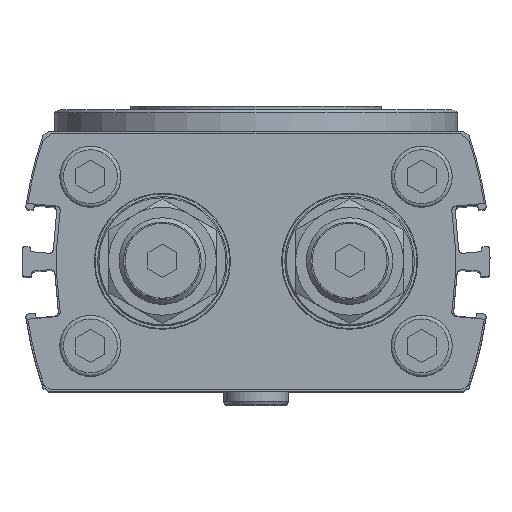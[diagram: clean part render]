
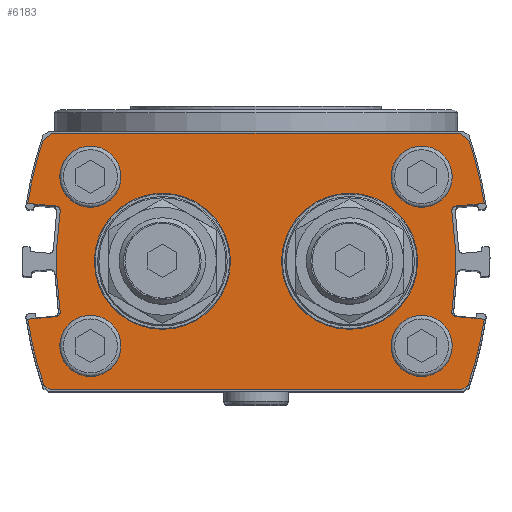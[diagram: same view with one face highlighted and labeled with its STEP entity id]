
A CAD part, top view. The second image highlights one B-rep face of the part: STEP entity #6183.
In plain terms, the highlighted planar face has unit normal (0, 0, 1).
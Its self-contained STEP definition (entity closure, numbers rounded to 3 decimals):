
#244=PLANE('',#6795);
#619=LINE('',#9944,#1083);
#623=LINE('',#9954,#1087);
#625=LINE('',#9958,#1089);
#627=LINE('',#9962,#1091);
#630=LINE('',#9970,#1094);
#635=LINE('',#9986,#1099);
#638=LINE('',#9994,#1102);
#640=LINE('',#9998,#1104);
#642=LINE('',#10002,#1106);
#645=LINE('',#10010,#1109);
#1083=VECTOR('',#7985,1000.);
#1087=VECTOR('',#7995,1000.);
#1089=VECTOR('',#7999,1000.);
#1091=VECTOR('',#8003,1000.);
#1094=VECTOR('',#8012,1000.);
#1099=VECTOR('',#8031,1000.);
#1102=VECTOR('',#8040,1000.);
#1104=VECTOR('',#8044,1000.);
#1106=VECTOR('',#8048,1000.);
#1109=VECTOR('',#8057,1000.);
#2054=ORIENTED_EDGE('',*,*,#3392,.F.);
#2055=ORIENTED_EDGE('',*,*,#3393,.F.);
#2056=ORIENTED_EDGE('',*,*,#3394,.F.);
#2057=ORIENTED_EDGE('',*,*,#3395,.F.);
#2058=ORIENTED_EDGE('',*,*,#3396,.F.);
#2059=ORIENTED_EDGE('',*,*,#3397,.F.);
#2060=ORIENTED_EDGE('',*,*,#3353,.T.);
#2061=ORIENTED_EDGE('',*,*,#3356,.T.);
#2062=ORIENTED_EDGE('',*,*,#3358,.T.);
#2063=ORIENTED_EDGE('',*,*,#3360,.T.);
#2064=ORIENTED_EDGE('',*,*,#3362,.T.);
#2065=ORIENTED_EDGE('',*,*,#3364,.T.);
#2066=ORIENTED_EDGE('',*,*,#3366,.T.);
#2067=ORIENTED_EDGE('',*,*,#3368,.F.);
#2068=ORIENTED_EDGE('',*,*,#3370,.T.);
#2069=ORIENTED_EDGE('',*,*,#3372,.F.);
#2070=ORIENTED_EDGE('',*,*,#3374,.T.);
#2071=ORIENTED_EDGE('',*,*,#3376,.T.);
#2072=ORIENTED_EDGE('',*,*,#3378,.T.);
#2073=ORIENTED_EDGE('',*,*,#3380,.T.);
#2074=ORIENTED_EDGE('',*,*,#3382,.T.);
#2075=ORIENTED_EDGE('',*,*,#3384,.T.);
#2076=ORIENTED_EDGE('',*,*,#3386,.T.);
#2077=ORIENTED_EDGE('',*,*,#3388,.F.);
#2078=ORIENTED_EDGE('',*,*,#3390,.T.);
#2079=ORIENTED_EDGE('',*,*,#3391,.F.);
#3353=EDGE_CURVE('',#4088,#4087,#619,.T.);
#3356=EDGE_CURVE('',#4087,#4089,#4562,.T.);
#3358=EDGE_CURVE('',#4089,#4090,#623,.T.);
#3360=EDGE_CURVE('',#4090,#4091,#625,.T.);
#3362=EDGE_CURVE('',#4091,#4092,#627,.T.);
#3364=EDGE_CURVE('',#4092,#4093,#4563,.T.);
#3366=EDGE_CURVE('',#4093,#4094,#630,.T.);
#3368=EDGE_CURVE('',#4095,#4094,#4564,.T.);
#3370=EDGE_CURVE('',#4095,#4096,#4565,.T.);
#3372=EDGE_CURVE('',#4097,#4096,#4566,.T.);
#3374=EDGE_CURVE('',#4097,#4098,#635,.T.);
#3376=EDGE_CURVE('',#4098,#4099,#4567,.T.);
#3378=EDGE_CURVE('',#4099,#4100,#638,.T.);
#3380=EDGE_CURVE('',#4100,#4101,#640,.T.);
#3382=EDGE_CURVE('',#4101,#4102,#642,.T.);
#3384=EDGE_CURVE('',#4102,#4103,#4568,.T.);
#3386=EDGE_CURVE('',#4103,#4104,#645,.T.);
#3388=EDGE_CURVE('',#4105,#4104,#4569,.T.);
#3390=EDGE_CURVE('',#4105,#4106,#4570,.T.);
#3391=EDGE_CURVE('',#4088,#4106,#4571,.T.);
#3392=EDGE_CURVE('',#4107,#4107,#4572,.T.);
#3393=EDGE_CURVE('',#4108,#4108,#4573,.T.);
#3394=EDGE_CURVE('',#4109,#4109,#4574,.T.);
#3395=EDGE_CURVE('',#4110,#4110,#4575,.T.);
#3396=EDGE_CURVE('',#4111,#4111,#4576,.T.);
#3397=EDGE_CURVE('',#4112,#4112,#4577,.T.);
#4087=VERTEX_POINT('',#9943);
#4088=VERTEX_POINT('',#9945);
#4089=VERTEX_POINT('',#9949);
#4090=VERTEX_POINT('',#9953);
#4091=VERTEX_POINT('',#9957);
#4092=VERTEX_POINT('',#9961);
#4093=VERTEX_POINT('',#9965);
#4094=VERTEX_POINT('',#9969);
#4095=VERTEX_POINT('',#9973);
#4096=VERTEX_POINT('',#9977);
#4097=VERTEX_POINT('',#9981);
#4098=VERTEX_POINT('',#9985);
#4099=VERTEX_POINT('',#9989);
#4100=VERTEX_POINT('',#9993);
#4101=VERTEX_POINT('',#9997);
#4102=VERTEX_POINT('',#10001);
#4103=VERTEX_POINT('',#10005);
#4104=VERTEX_POINT('',#10009);
#4105=VERTEX_POINT('',#10013);
#4106=VERTEX_POINT('',#10017);
#4107=VERTEX_POINT('',#10023);
#4108=VERTEX_POINT('',#10025);
#4109=VERTEX_POINT('',#10027);
#4110=VERTEX_POINT('',#10029);
#4111=VERTEX_POINT('',#10031);
#4112=VERTEX_POINT('',#10033);
#4562=CIRCLE('',#6767,53.4);
#4563=CIRCLE('',#6772,53.4);
#4564=CIRCLE('',#6775,0.6);
#4565=CIRCLE('',#6777,48.8);
#4566=CIRCLE('',#6779,0.6);
#4567=CIRCLE('',#6782,53.4);
#4568=CIRCLE('',#6787,53.4);
#4569=CIRCLE('',#6790,0.6);
#4570=CIRCLE('',#6792,48.8);
#4571=CIRCLE('',#6794,0.6);
#4572=CIRCLE('',#6796,9.35);
#4573=CIRCLE('',#6797,9.35);
#4574=CIRCLE('',#6798,4.25);
#4575=CIRCLE('',#6799,4.25);
#4576=CIRCLE('',#6800,4.25);
#4577=CIRCLE('',#6801,4.25);
#4883=EDGE_LOOP('',(#2054));
#4884=EDGE_LOOP('',(#2055));
#4885=EDGE_LOOP('',(#2056));
#4886=EDGE_LOOP('',(#2057));
#4887=EDGE_LOOP('',(#2058));
#4888=EDGE_LOOP('',(#2059));
#4889=EDGE_LOOP('',(#2060,#2061,#2062,#2063,#2064,#2065,#2066,#2067,#2068,
#2069,#2070,#2071,#2072,#2073,#2074,#2075,#2076,#2077,#2078,#2079));
#5483=FACE_BOUND('',#4883,.T.);
#5484=FACE_BOUND('',#4884,.T.);
#5485=FACE_BOUND('',#4885,.T.);
#5486=FACE_BOUND('',#4886,.T.);
#5487=FACE_BOUND('',#4887,.T.);
#5488=FACE_BOUND('',#4888,.T.);
#5489=FACE_BOUND('',#4889,.T.);
#6183=ADVANCED_FACE('',(#5483,#5484,#5485,#5486,#5487,#5488,#5489),#244,
 .T.);
#6767=AXIS2_PLACEMENT_3D('',#9950,#7990,#7991);
#6772=AXIS2_PLACEMENT_3D('',#9966,#8007,#8008);
#6775=AXIS2_PLACEMENT_3D('',#9974,#8016,#8017);
#6777=AXIS2_PLACEMENT_3D('',#9978,#8021,#8022);
#6779=AXIS2_PLACEMENT_3D('',#9982,#8026,#8027);
#6782=AXIS2_PLACEMENT_3D('',#9990,#8035,#8036);
#6787=AXIS2_PLACEMENT_3D('',#10006,#8052,#8053);
#6790=AXIS2_PLACEMENT_3D('',#10014,#8061,#8062);
#6792=AXIS2_PLACEMENT_3D('',#10018,#8066,#8067);
#6794=AXIS2_PLACEMENT_3D('',#10020,#8070,#8071);
#6795=AXIS2_PLACEMENT_3D('',#10021,#8072,#8073);
#6796=AXIS2_PLACEMENT_3D('',#10022,#8074,#8075);
#6797=AXIS2_PLACEMENT_3D('',#10024,#8076,#8077);
#6798=AXIS2_PLACEMENT_3D('',#10026,#8078,#8079);
#6799=AXIS2_PLACEMENT_3D('',#10028,#8080,#8081);
#6800=AXIS2_PLACEMENT_3D('',#10030,#8082,#8083);
#6801=AXIS2_PLACEMENT_3D('',#10032,#8084,#8085);
#7985=DIRECTION('',(-0.995,-0.096,0.));
#7990=DIRECTION('',(0.,0.,1.));
#7991=DIRECTION('',(1.,0.,0.));
#7995=DIRECTION('',(0.819,-0.574,0.));
#7999=DIRECTION('',(1.,0.,0.));
#8003=DIRECTION('',(0.819,0.574,0.));
#8007=DIRECTION('',(0.,0.,1.));
#8008=DIRECTION('',(1.,0.,0.));
#8012=DIRECTION('',(-0.995,0.096,0.));
#8016=DIRECTION('',(0.,0.,1.));
#8017=DIRECTION('',(1.,0.,0.));
#8021=DIRECTION('',(0.,0.,1.));
#8022=DIRECTION('',(1.,0.,0.));
#8026=DIRECTION('',(0.,0.,1.));
#8027=DIRECTION('',(1.,0.,0.));
#8031=DIRECTION('',(0.995,0.096,0.));
#8035=DIRECTION('',(0.,0.,1.));
#8036=DIRECTION('',(1.,0.,0.));
#8040=DIRECTION('',(-0.819,0.574,0.));
#8044=DIRECTION('',(-1.,0.,0.));
#8048=DIRECTION('',(-0.819,-0.574,0.));
#8052=DIRECTION('',(0.,0.,1.));
#8053=DIRECTION('',(1.,0.,0.));
#8057=DIRECTION('',(0.995,-0.096,0.));
#8061=DIRECTION('',(0.,0.,1.));
#8062=DIRECTION('',(1.,0.,0.));
#8066=DIRECTION('',(0.,0.,1.));
#8067=DIRECTION('',(1.,0.,0.));
#8070=DIRECTION('',(0.,0.,1.));
#8071=DIRECTION('',(1.,0.,0.));
#8072=DIRECTION('',(0.,0.,1.));
#8073=DIRECTION('',(1.,0.,0.));
#8074=DIRECTION('',(0.,0.,1.));
#8075=DIRECTION('',(1.,0.,0.));
#8076=DIRECTION('',(0.,0.,1.));
#8077=DIRECTION('',(1.,0.,0.));
#8078=DIRECTION('',(0.,0.,1.));
#8079=DIRECTION('',(1.,0.,0.));
#8080=DIRECTION('',(0.,0.,1.));
#8081=DIRECTION('',(1.,0.,0.));
#8082=DIRECTION('',(0.,0.,1.));
#8083=DIRECTION('',(1.,0.,0.));
#8084=DIRECTION('',(0.,0.,1.));
#8085=DIRECTION('',(1.,0.,0.));
#9943=CARTESIAN_POINT('',(-31.69,9.95,54.));
#9944=CARTESIAN_POINT('',(-27.734,10.331,54.));
#9945=CARTESIAN_POINT('',(-27.734,10.331,54.));
#9949=CARTESIAN_POINT('',(-29.454,0.8,54.));
#9950=CARTESIAN_POINT('',(21.1,18.,54.));
#9953=CARTESIAN_POINT('',(-28.597,0.2,54.));
#9954=CARTESIAN_POINT('',(-29.454,0.8,54.));
#9957=CARTESIAN_POINT('',(28.597,0.2,54.));
#9958=CARTESIAN_POINT('',(-28.597,0.2,54.));
#9961=CARTESIAN_POINT('',(29.454,0.8,54.));
#9962=CARTESIAN_POINT('',(28.597,0.2,54.));
#9965=CARTESIAN_POINT('',(31.69,9.95,54.));
#9966=CARTESIAN_POINT('',(-21.1,18.,54.));
#9969=CARTESIAN_POINT('',(27.734,10.331,54.));
#9970=CARTESIAN_POINT('',(31.69,9.95,54.));
#9973=CARTESIAN_POINT('',(27.197,11.014,54.));
#9974=CARTESIAN_POINT('',(27.791,10.928,54.));
#9977=CARTESIAN_POINT('',(27.197,24.986,54.));
#9978=CARTESIAN_POINT('',(-21.1,18.,54.));
#9981=CARTESIAN_POINT('',(27.734,25.669,54.));
#9982=CARTESIAN_POINT('',(27.791,25.072,54.));
#9985=CARTESIAN_POINT('',(31.69,26.05,54.));
#9986=CARTESIAN_POINT('',(27.734,25.669,54.));
#9989=CARTESIAN_POINT('',(29.576,34.836,54.));
#9990=CARTESIAN_POINT('',(-21.1,18.,54.));
#9993=CARTESIAN_POINT('',(28.2,35.8,54.));
#9994=CARTESIAN_POINT('',(29.576,34.836,54.));
#9997=CARTESIAN_POINT('',(-28.2,35.8,54.));
#9998=CARTESIAN_POINT('',(28.2,35.8,54.));
#10001=CARTESIAN_POINT('',(-29.576,34.836,54.));
#10002=CARTESIAN_POINT('',(-28.2,35.8,54.));
#10005=CARTESIAN_POINT('',(-31.69,26.05,54.));
#10006=CARTESIAN_POINT('',(21.1,18.,54.));
#10009=CARTESIAN_POINT('',(-27.734,25.669,54.));
#10010=CARTESIAN_POINT('',(-31.69,26.05,54.));
#10013=CARTESIAN_POINT('',(-27.197,24.986,54.));
#10014=CARTESIAN_POINT('',(-27.791,25.072,54.));
#10017=CARTESIAN_POINT('',(-27.197,11.014,54.));
#10018=CARTESIAN_POINT('',(21.1,18.,54.));
#10020=CARTESIAN_POINT('',(-27.791,10.928,54.));
#10021=CARTESIAN_POINT('',(21.1,18.,54.));
#10022=CARTESIAN_POINT('',(-13.,18.,54.));
#10023=CARTESIAN_POINT('',(-3.65,18.,54.));
#10024=CARTESIAN_POINT('',(13.,18.,54.));
#10025=CARTESIAN_POINT('',(22.35,18.,54.));
#10026=CARTESIAN_POINT('',(-23.,29.75,54.));
#10027=CARTESIAN_POINT('',(-18.75,29.75,54.));
#10028=CARTESIAN_POINT('',(23.,29.75,54.));
#10029=CARTESIAN_POINT('',(27.25,29.75,54.));
#10030=CARTESIAN_POINT('',(-23.,6.25,54.));
#10031=CARTESIAN_POINT('',(-18.75,6.25,54.));
#10032=CARTESIAN_POINT('',(23.,6.25,54.));
#10033=CARTESIAN_POINT('',(27.25,6.25,54.));
